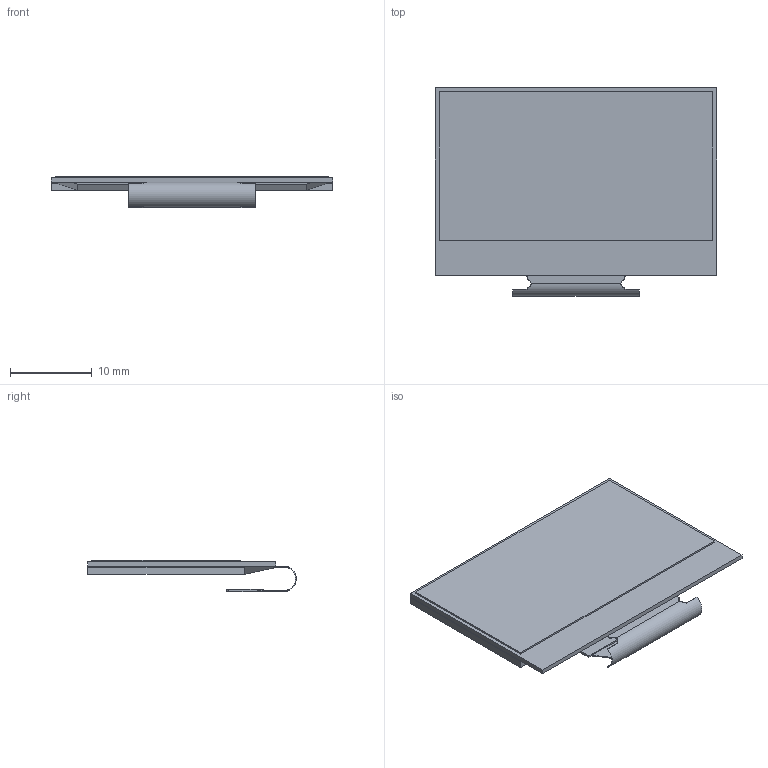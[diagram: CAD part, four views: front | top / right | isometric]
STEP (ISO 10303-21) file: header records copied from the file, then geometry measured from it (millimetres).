
FILE_DESCRIPTION(/* description */ ('STEP AP242','CAx-IF Rec.Pracs.---Representation and Presentation of Product Manufacturing Information (PMI)---4.0---2014-10-13','CAx-IF Rec.Pracs.---3D Tessellated Geometry---0.4---2014-09-14','2;1'),/* implementation_level */ '2;1');
FILE_NAME(/* name */ '6417b83e3c265c40a7f8a0a5',/* time_stamp */ '2023-03-20T01:34:55+00:00',/* author */ (''),/* organization */ (''),/* preprocessor_version */ 'ST-DEVELOPER v18.102',/* originating_system */ ' ',/* authorisation */ ' ');
FILE_SCHEMA (('AP242_MANAGED_MODEL_BASED_3D_ENGINEERING_MIM_LF { 1 0 10303 442 1 1 4 }'));
Length unit declared in the file: metre
Products named in the file (7): OLED LY130WG30C ASSM; Cap; VisualArea; polarizer; Panel; FPC_folded; Glue
Assembly tree (6 placements, depth 2):
  OLED LY130WG30C ASSM
    Cap
    VisualArea
    polarizer
    Panel
    FPC_folded
    Glue
Bounding box: 34.5 x 25.54 x 3.9 mm (x, y, z)
Volume: 1307.7 mm3; surface area: 6045.7 mm2
Topology: 6 solids, 6 shells, 189 faces, 530 edges, 354 vertices
Faces by surface type: plane 173, cylinder 16
Entity records: 7092 total; most frequent: CARTESIAN_POINT 1128, ORIENTED_EDGE 1060, DIRECTION 930, EDGE_CURVE 530, LINE 490, VECTOR 490, VERTEX_POINT 354, AXIS2_PLACEMENT_3D 220
